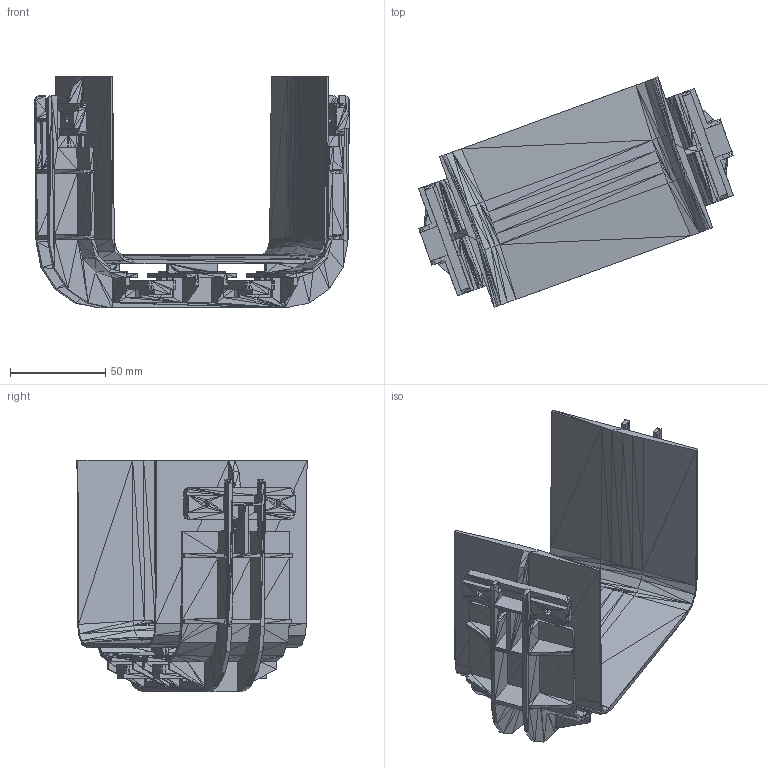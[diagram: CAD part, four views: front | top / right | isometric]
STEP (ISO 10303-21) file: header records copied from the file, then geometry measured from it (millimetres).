
FILE_DESCRIPTION(('FreeCAD Model'),'2;1');
FILE_NAME('Open CASCADE Shape Model','2022-12-01T12:06:03',('Author'),( ''),'Open CASCADE STEP processor 7.6','FreeCAD','Unknown');
FILE_SCHEMA(('AUTOMOTIVE_DESIGN { 1 0 10303 214 1 1 1 1 }'));
Products named in the file (1): DS_120_313B0___________________________________________________________
_________120mm_________________________________001001 (Solid)
Bounding box: 165.75 x 121.08 x 122.05 mm (x, y, z)
Volume: 165603.2 mm3; surface area: 123566.7 mm2
Topology: 1 solids, 1 shells, 2835 faces, 4507 edges, 1649 vertices
Faces by surface type: plane 2835
Entity records: 116186 total; most frequent: DIRECTION 19193, CARTESIAN_POINT 18006, LINE 13521, VECTOR 13521, ORIENTED_EDGE 9014, PCURVE 9014, DEFINITIONAL_REPRESENTATION 9014, EDGE_CURVE 4507
